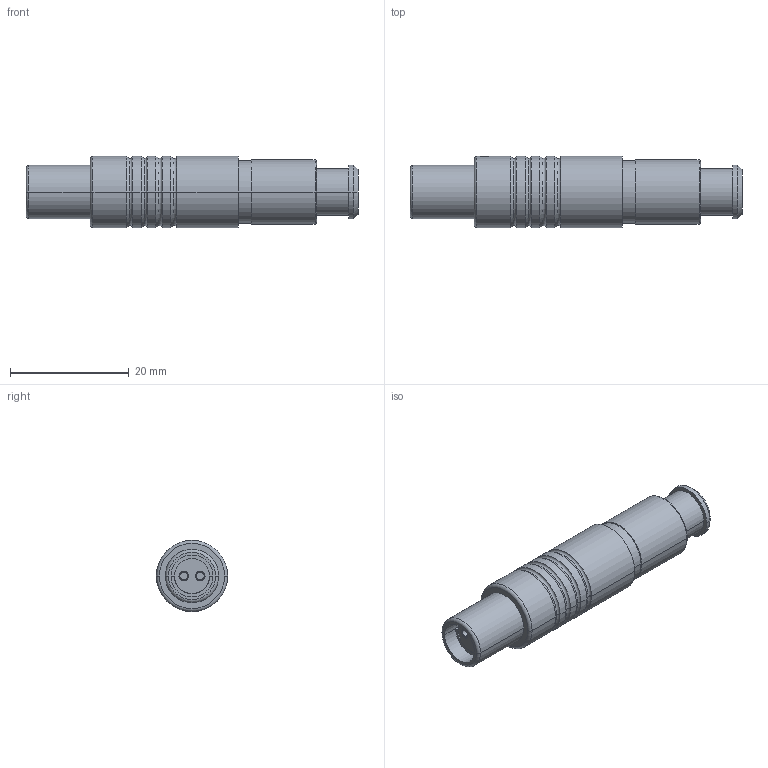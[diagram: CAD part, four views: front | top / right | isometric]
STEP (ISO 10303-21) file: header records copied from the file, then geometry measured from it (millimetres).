
FILE_DESCRIPTION((''),'2;1');
FILE_NAME('S41F1C-P02L','2021-02-03T15:34:28',('RTrager'),(''),'CREO PARAMETRIC BY PTC INC, 2018300','CREO PARAMETRIC BY PTC INC, 2018300','');
FILE_SCHEMA(('AP242_MANAGED_MODEL_BASED_3D_ENGINEERING_MIM_LF { 1 0 10303 442 1 1 4 }'));
Length unit declared in the file: millimetre
Products named in the file (1): S41F1C-P02L
Bounding box: 56 x 12 x 12 mm (x, y, z)
Volume: 4004 mm3; surface area: 3355.8 mm2
Topology: 1 solids, 1 shells, 99 faces, 210 edges, 126 vertices
Faces by surface type: cylinder 49, plane 20, torus 16, cone 14
Entity records: 4176 total; most frequent: CARTESIAN_POINT 569, DIRECTION 512, ORIENTED_EDGE 420, PRESENTATION_STYLE_ASSIGNMENT 283, STYLED_ITEM 248, AXIS2_PLACEMENT_3D 219, CURVE_STYLE 210, EDGE_CURVE 210
